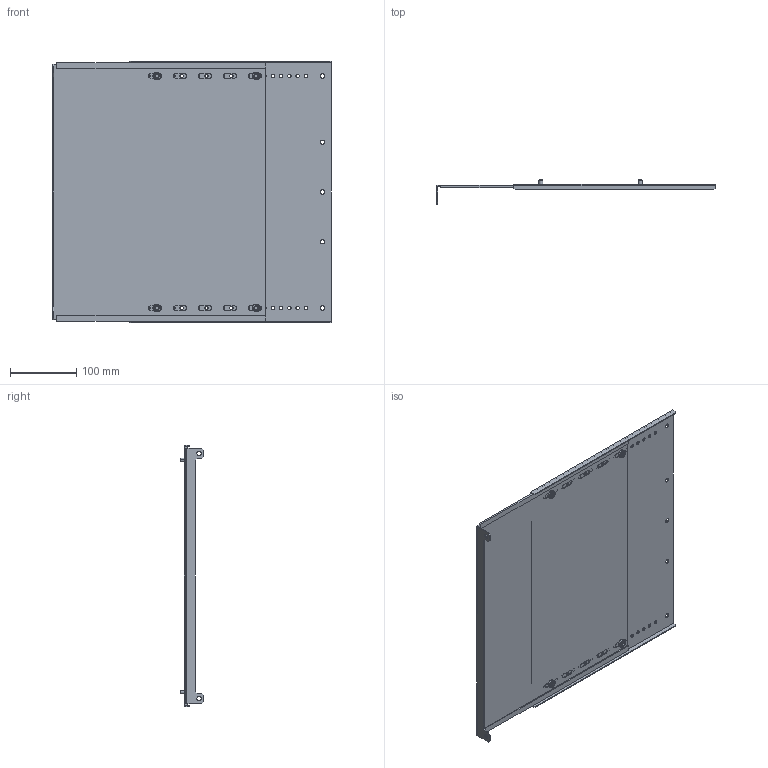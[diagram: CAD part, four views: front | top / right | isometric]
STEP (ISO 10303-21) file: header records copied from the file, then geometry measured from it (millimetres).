
FILE_DESCRIPTION (( 'STEP AP203' ), '1' );
FILE_NAME ('FO-00-SWVB-040-040 FORMAT Ïåðåãîðîäêà ñåêö. âåðò. øèííîãî îòñåêà 400õ400 IEK.STEP', '2024-07-04T13:19:45', ( '' ), ( '' ), 'SwSTEP 2.0', 'SolidWorks 2022', '' );
FILE_SCHEMA (( 'CONFIG_CONTROL_DESIGN' ));
Length unit declared in the file: millimetre
Products named in the file (1): FO-00-SWVB-040-040 FORMAT Перегородка секц. верт. шинного отсека 400х400 IEK
Bounding box: 419.75 x 35.7 x 394.5 mm (x, y, z)
Volume: 389749.9 mm3; surface area: 515122.4 mm2
Topology: 6 solids, 6 shells, 310 faces, 838 edges, 548 vertices
Faces by surface type: cylinder 190, plane 88, cone 16, torus 16
Entity records: 10209 total; most frequent: DIRECTION 1888, CARTESIAN_POINT 1697, ORIENTED_EDGE 1676, EDGE_CURVE 838, AXIS2_PLACEMENT_3D 739, VERTEX_POINT 548, EDGE_LOOP 432, CIRCLE 428
